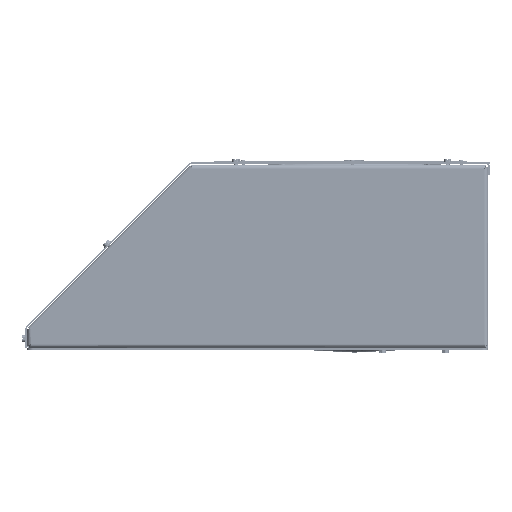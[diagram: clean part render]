
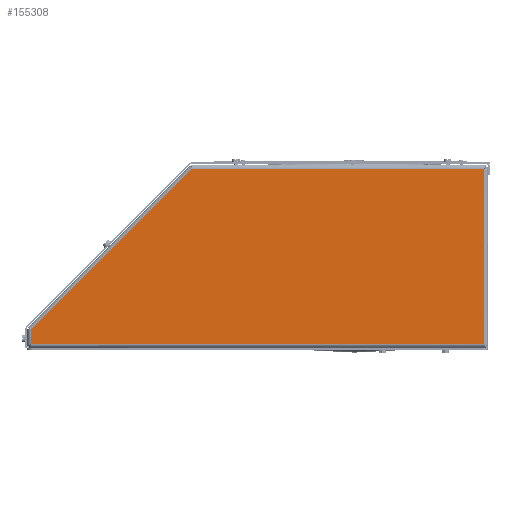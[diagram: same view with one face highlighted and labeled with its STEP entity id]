
A CAD part, left-side view. The second image highlights one B-rep face of the part: STEP entity #155308.
In plain terms, the highlighted planar face has unit normal (-1, 0, 0).
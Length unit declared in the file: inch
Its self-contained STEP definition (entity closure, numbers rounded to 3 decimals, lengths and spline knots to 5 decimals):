
#5818 = VERTEX_POINT ( 'NONE', #152574 ) ;
#14872 = CARTESIAN_POINT ( 'NONE',  ( -27.08, -3.0753, 5.3253 ) ) ;
#16933 = ORIENTED_EDGE ( 'NONE', *, *, #224993, .T. ) ;
#20374 = VERTEX_POINT ( 'NONE', #14872 ) ;
#34316 = CARTESIAN_POINT ( 'NONE',  ( -27.08, 6.8153, 1.54512 ) ) ;
#35855 = EDGE_LOOP ( 'NONE', ( #346867, #69679, #16933, #103373, #288998 ) ) ;
#40911 = VECTOR ( 'NONE', #346066, 39.37008 ) ;
#41660 = EDGE_CURVE ( 'NONE', #20374, #68077, #324464, .T. ) ;
#62292 = VECTOR ( 'NONE', #63634, 39.37008 ) ;
#63634 = DIRECTION ( 'NONE',  ( 0., 0., 1. ) ) ;
#68077 = VERTEX_POINT ( 'NONE', #450246 ) ;
#69679 = ORIENTED_EDGE ( 'NONE', *, *, #120129, .T. ) ;
#80570 = CARTESIAN_POINT ( 'NONE',  ( -27.08, -61.54035, 76.54889 ) ) ;
#103373 = ORIENTED_EDGE ( 'NONE', *, *, #41660, .T. ) ;
#115231 = DIRECTION ( 'NONE',  ( 0., 1., 0. ) ) ;
#120129 = EDGE_CURVE ( 'NONE', #5818, #405997, #242637, .T. ) ;
#130586 = CARTESIAN_POINT ( 'NONE',  ( -27.08, -3.0753, -2.3253 ) ) ;
#134514 = VERTEX_POINT ( 'NONE', #438150 ) ;
#149246 = VECTOR ( 'NONE', #417439, 39.37008 ) ;
#150983 = LINE ( 'NONE', #203445, #40911 ) ;
#152574 = CARTESIAN_POINT ( 'NONE',  ( -27.08, 16.7059, -2.3253 ) ) ;
#154128 = LINE ( 'NONE', #80570, #279825 ) ;
#155308 = ADVANCED_FACE ( 'NONE', ( #199968 ), #273557, .F. ) ;
#174607 = DIRECTION ( 'NONE',  ( 0., 0., -1. ) ) ;
#196550 = EDGE_CURVE ( 'NONE', #134514, #5818, #150983, .T. ) ;
#199968 = FACE_OUTER_BOUND ( 'NONE', #35855, .T. ) ;
#203445 = CARTESIAN_POINT ( 'NONE',  ( -27.08, 16.7059, 99.028 ) ) ;
#219946 = VECTOR ( 'NONE', #115231, 39.37008 ) ;
#224993 = EDGE_CURVE ( 'NONE', #405997, #20374, #378776, .T. ) ;
#231147 = EDGE_CURVE ( 'NONE', #68077, #134514, #154128, .T. ) ;
#240783 = CARTESIAN_POINT ( 'NONE',  ( -27.08, -3.0753, -103.153 ) ) ;
#242637 = LINE ( 'NONE', #382941, #149246 ) ;
#257732 = CARTESIAN_POINT ( 'NONE',  ( -27.08, -103.903, 5.3253 ) ) ;
#273557 = PLANE ( 'NONE',  #290158 ) ;
#279825 = VECTOR ( 'NONE', #294539, 39.37008 ) ;
#288998 = ORIENTED_EDGE ( 'NONE', *, *, #231147, .T. ) ;
#290158 = AXIS2_PLACEMENT_3D ( 'NONE', #34316, #310447, #174607 ) ;
#294539 = DIRECTION ( 'NONE',  ( 0., 0.707, -0.707 ) ) ;
#310447 = DIRECTION ( 'NONE',  ( 1., 0., 0. ) ) ;
#324464 = LINE ( 'NONE', #257732, #219946 ) ;
#346066 = DIRECTION ( 'NONE',  ( 0., 0., -1. ) ) ;
#346867 = ORIENTED_EDGE ( 'NONE', *, *, #196550, .T. ) ;
#378776 = LINE ( 'NONE', #240783, #62292 ) ;
#382941 = CARTESIAN_POINT ( 'NONE',  ( -27.08, 117.5336, -2.3253 ) ) ;
#405997 = VERTEX_POINT ( 'NONE', #130586 ) ;
#417439 = DIRECTION ( 'NONE',  ( 0., -1., 0. ) ) ;
#438150 = CARTESIAN_POINT ( 'NONE',  ( -27.08, 16.7059, -1.69736 ) ) ;
#450246 = CARTESIAN_POINT ( 'NONE',  ( -27.08, 9.68324, 5.3253 ) ) ;
